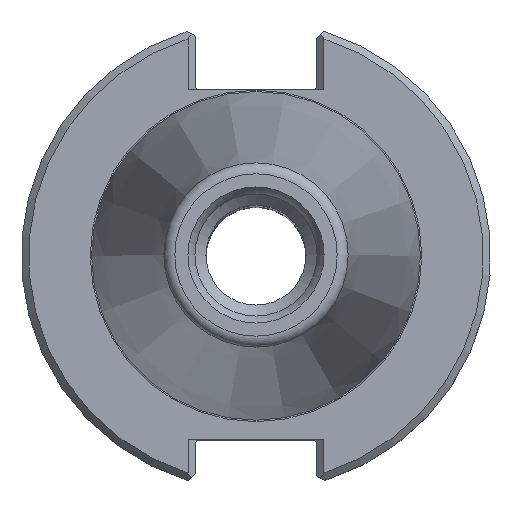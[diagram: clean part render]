
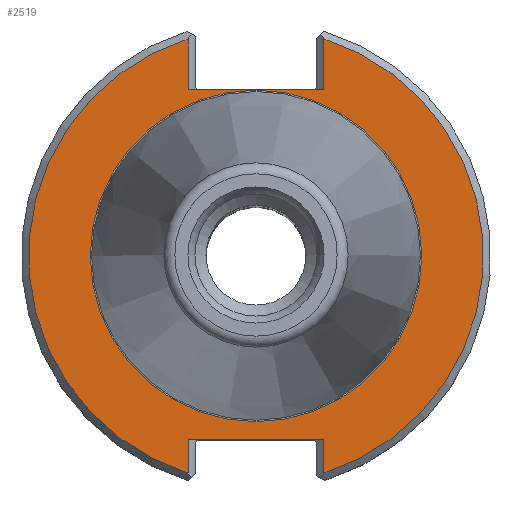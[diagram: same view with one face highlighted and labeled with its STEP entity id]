
A CAD part, top view. The second image highlights one B-rep face of the part: STEP entity #2519.
In plain terms, the highlighted planar face has unit normal (0, 0, 1).
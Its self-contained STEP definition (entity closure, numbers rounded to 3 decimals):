
#119=LINE('',#3704,#184);
#120=LINE('',#3706,#185);
#121=LINE('',#3708,#186);
#122=LINE('',#3712,#187);
#123=LINE('',#3714,#188);
#124=LINE('',#3716,#189);
#184=VECTOR('',#2962,1000.);
#185=VECTOR('',#2963,1000.);
#186=VECTOR('',#2964,1000.);
#187=VECTOR('',#2967,1000.);
#188=VECTOR('',#2968,1000.);
#189=VECTOR('',#2969,1000.);
#305=PLANE('',#2668);
#461=ORIENTED_EDGE('',*,*,#894,.T.);
#462=ORIENTED_EDGE('',*,*,#895,.T.);
#463=ORIENTED_EDGE('',*,*,#896,.F.);
#464=ORIENTED_EDGE('',*,*,#897,.T.);
#465=ORIENTED_EDGE('',*,*,#898,.T.);
#466=ORIENTED_EDGE('',*,*,#899,.T.);
#467=ORIENTED_EDGE('',*,*,#900,.F.);
#468=ORIENTED_EDGE('',*,*,#901,.T.);
#469=ORIENTED_EDGE('',*,*,#893,.F.);
#893=EDGE_CURVE('',#1101,#1101,#1217,.T.);
#894=EDGE_CURVE('',#1102,#1103,#1218,.T.);
#895=EDGE_CURVE('',#1103,#1104,#119,.T.);
#896=EDGE_CURVE('',#1105,#1104,#120,.T.);
#897=EDGE_CURVE('',#1105,#1106,#121,.T.);
#898=EDGE_CURVE('',#1106,#1107,#1219,.T.);
#899=EDGE_CURVE('',#1107,#1108,#122,.T.);
#900=EDGE_CURVE('',#1109,#1108,#123,.T.);
#901=EDGE_CURVE('',#1109,#1102,#124,.T.);
#1101=VERTEX_POINT('',#3699);
#1102=VERTEX_POINT('',#3702);
#1103=VERTEX_POINT('',#3703);
#1104=VERTEX_POINT('',#3705);
#1105=VERTEX_POINT('',#3707);
#1106=VERTEX_POINT('',#3709);
#1107=VERTEX_POINT('',#3711);
#1108=VERTEX_POINT('',#3713);
#1109=VERTEX_POINT('',#3715);
#1217=CIRCLE('',#2667,22.413);
#1218=CIRCLE('',#2669,30.75);
#1219=CIRCLE('',#2670,30.75);
#1312=EDGE_LOOP('',(#461,#462,#463,#464,#465,#466,#467,#468));
#1313=EDGE_LOOP('',(#469));
#1491=FACE_BOUND('',#1312,.T.);
#1492=FACE_BOUND('',#1313,.T.);
#2519=ADVANCED_FACE('',(#1491,#1492),#305,.T.);
#2667=AXIS2_PLACEMENT_3D('',#3698,#2956,#2957);
#2668=AXIS2_PLACEMENT_3D('',#3700,#2958,#2959);
#2669=AXIS2_PLACEMENT_3D('',#3701,#2960,#2961);
#2670=AXIS2_PLACEMENT_3D('',#3710,#2965,#2966);
#2956=DIRECTION('',(0.,0.,1.));
#2957=DIRECTION('',(1.,0.,0.));
#2958=DIRECTION('',(0.,0.,1.));
#2959=DIRECTION('',(1.,0.,0.));
#2960=DIRECTION('',(0.,0.,1.));
#2961=DIRECTION('',(1.,0.,0.));
#2962=DIRECTION('',(0.,1.,0.));
#2963=DIRECTION('',(-1.,0.,0.));
#2964=DIRECTION('',(0.,-1.,0.));
#2965=DIRECTION('',(0.,0.,1.));
#2966=DIRECTION('',(1.,0.,0.));
#2967=DIRECTION('',(0.,-1.,0.));
#2968=DIRECTION('',(1.,0.,0.));
#2969=DIRECTION('',(0.,1.,0.));
#3698=CARTESIAN_POINT('',(0.,0.,-3.17));
#3699=CARTESIAN_POINT('',(22.413,0.,-3.17));
#3700=CARTESIAN_POINT('',(22.413,0.,-3.17));
#3701=CARTESIAN_POINT('',(0.,0.,-3.17));
#3702=CARTESIAN_POINT('',(-9.19,29.345,-3.17));
#3703=CARTESIAN_POINT('',(-9.19,-29.345,-3.17));
#3704=CARTESIAN_POINT('',(-9.19,-24.87,-3.17));
#3705=CARTESIAN_POINT('',(-9.19,-24.87,-3.17));
#3706=CARTESIAN_POINT('',(8.19,-24.87,-3.17));
#3707=CARTESIAN_POINT('',(9.19,-24.87,-3.17));
#3708=CARTESIAN_POINT('',(9.19,-30.831,-3.17));
#3709=CARTESIAN_POINT('',(9.19,-29.345,-3.17));
#3710=CARTESIAN_POINT('',(0.,0.,-3.17));
#3711=CARTESIAN_POINT('',(9.19,29.345,-3.17));
#3712=CARTESIAN_POINT('',(9.19,22.46,-3.17));
#3713=CARTESIAN_POINT('',(9.19,22.46,-3.17));
#3714=CARTESIAN_POINT('',(-8.19,22.46,-3.17));
#3715=CARTESIAN_POINT('',(-9.19,22.46,-3.17));
#3716=CARTESIAN_POINT('',(-9.19,30.831,-3.17));
